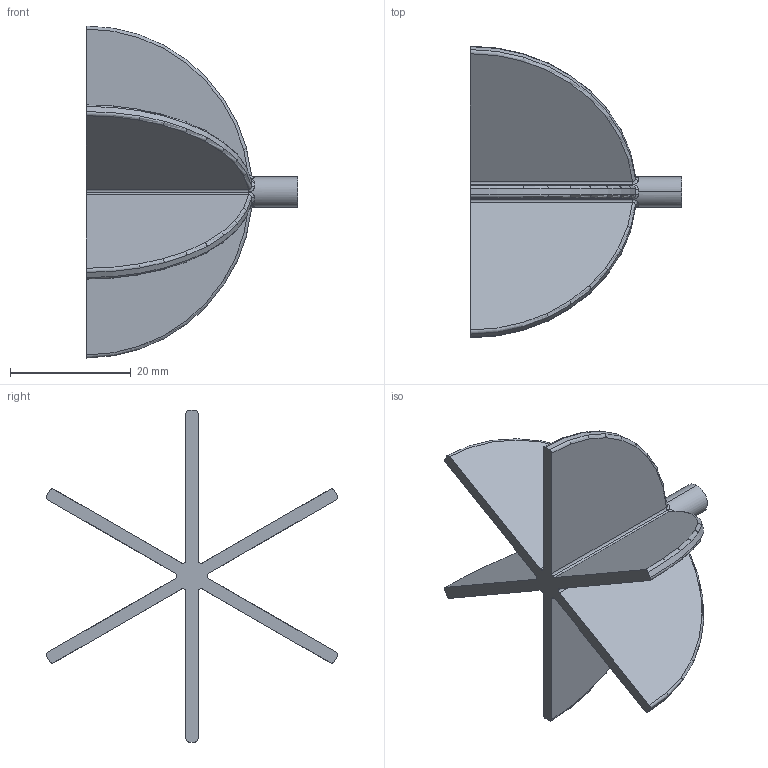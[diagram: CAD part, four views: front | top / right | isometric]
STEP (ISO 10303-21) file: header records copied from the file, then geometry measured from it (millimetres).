
FILE_DESCRIPTION (( 'STEP AP203' ), '1' );
FILE_NAME ('Draaiwiel helft.STEP', '2017-06-28T14:58:12', ( '' ), ( '' ), 'SwSTEP 2.0', 'SolidWorks 2016', '' );
FILE_SCHEMA (( 'CONFIG_CONTROL_DESIGN' ));
Length unit declared in the file: millimetre
Products named in the file (1): Draaiwiel helft
Bounding box: 35 x 48.27 x 55 mm (x, y, z)
Volume: 6992.5 mm3; surface area: 7285.4 mm2
Topology: 1 solids, 1 shells, 66 faces, 156 edges, 92 vertices
Faces by surface type: cylinder 22, bspline 18, plane 14, torus 12
Entity records: 2467 total; most frequent: CARTESIAN_POINT 963, ORIENTED_EDGE 312, DIRECTION 294, EDGE_CURVE 156, AXIS2_PLACEMENT_3D 127, VERTEX_POINT 92, CIRCLE 78, EDGE_LOOP 66
